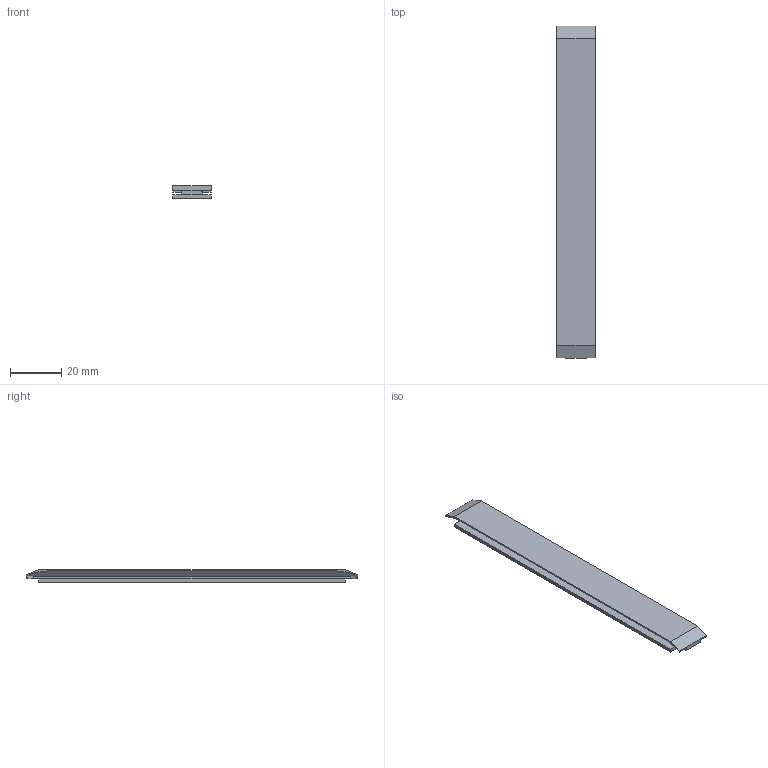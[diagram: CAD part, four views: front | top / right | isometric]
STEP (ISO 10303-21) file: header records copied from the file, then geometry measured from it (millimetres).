
FILE_DESCRIPTION (( 'STEP AP203' ), '1' );
FILE_NAME ('FE-461-2-C.STEP', '2013-04-19T06:30:53', ( '' ), ( '' ), 'SwSTEP 2.0', 'SolidWorks 2012', '' );
FILE_SCHEMA (( 'CONFIG_CONTROL_DESIGN' ));
Length unit declared in the file: millimetre
Products named in the file (1): FE-461-2-C
Bounding box: 15 x 130 x 5 mm (x, y, z)
Volume: 5923.6 mm3; surface area: 8087 mm2
Topology: 1 solids, 1 shells, 47 faces, 122 edges, 80 vertices
Faces by surface type: plane 35, cylinder 12
Entity records: 1497 total; most frequent: CARTESIAN_POINT 286, ORIENTED_EDGE 244, DIRECTION 222, EDGE_CURVE 122, VECTOR 94, LINE 94, VERTEX_POINT 80, AXIS2_PLACEMENT_3D 64
